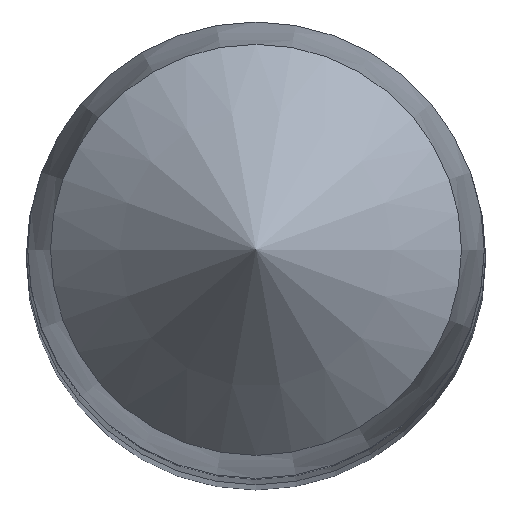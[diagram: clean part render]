
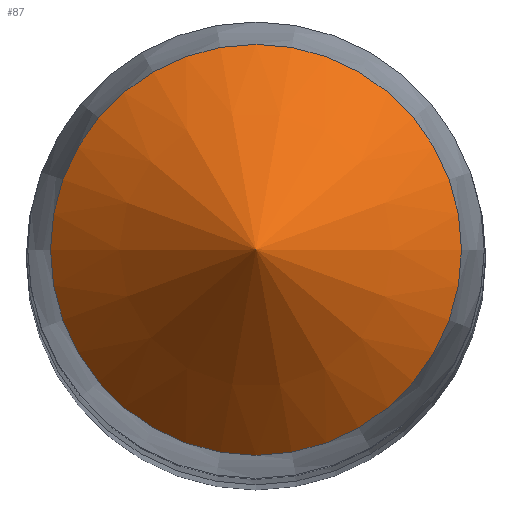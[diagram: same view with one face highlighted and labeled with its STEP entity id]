
A CAD part, top view. The second image highlights one B-rep face of the part: STEP entity #87.
In plain terms, the highlighted conical face has half-angle 45 degrees and reference radius 2.35 mm.
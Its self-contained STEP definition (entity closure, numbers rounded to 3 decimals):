
#34=VERTEX_LOOP('',#247);
#87=ADVANCED_FACE('',(#116,#117),#93,.T.);
#93=CONICAL_SURFACE('',#690,2.35,45.);
#116=FACE_BOUND('',#149,.T.);
#117=FACE_BOUND('',#34,.T.);
#149=EDGE_LOOP('',(#219));
#219=ORIENTED_EDGE('',*,*,#282,.F.);
#246=VERTEX_POINT('',#976);
#247=VERTEX_POINT('',#978);
#282=EDGE_CURVE('',#246,#246,#297,.T.);
#297=CIRCLE('',#688,1.909);
#688=AXIS2_PLACEMENT_3D('',#975,#821,#822);
#690=AXIS2_PLACEMENT_3D('',#979,#825,#826);
#821=DIRECTION('',(0.,0.,-1.));
#822=DIRECTION('',(1.,0.,0.));
#825=DIRECTION('',(0.,0.,-1.));
#826=DIRECTION('',(-1.,0.,0.));
#975=CARTESIAN_POINT('',(0.,0.,62.756));
#976=CARTESIAN_POINT('',(1.909,0.,62.756));
#978=CARTESIAN_POINT('',(0.,0.,64.665));
#979=CARTESIAN_POINT('',(0.,0.,62.315));
